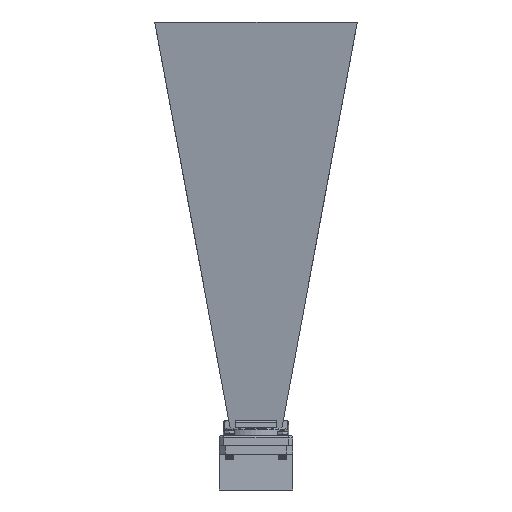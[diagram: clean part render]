
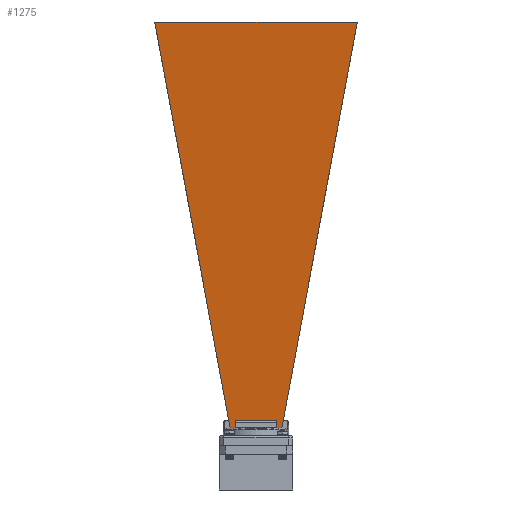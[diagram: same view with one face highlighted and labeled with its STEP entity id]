
A CAD part, front view. The second image highlights one B-rep face of the part: STEP entity #1275.
In plain terms, the highlighted face is planar.
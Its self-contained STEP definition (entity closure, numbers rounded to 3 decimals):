
#134 = LINE ( 'NONE', #15459, #22322 ) ;
#281 = EDGE_CURVE ( 'NONE', #19942, #21212, #13623, .T. ) ;
#292 = DIRECTION ( 'NONE',  ( 0., -0.989, -0.15 ) ) ;
#554 = VERTEX_POINT ( 'NONE', #19292 ) ;
#846 = EDGE_CURVE ( 'NONE', #19942, #7416, #10805, .T. ) ;
#1069 = DIRECTION ( 'NONE',  ( 0., 0.989, 0.15 ) ) ;
#1275 = ADVANCED_FACE ( 'NONE', ( #16747 ), #14646, .F. ) ;
#1858 = EDGE_CURVE ( 'NONE', #5411, #19158, #19520, .T. ) ;
#2456 = CARTESIAN_POINT ( 'NONE',  ( 26.229, 62.49, 15.719 ) ) ;
#2657 = CARTESIAN_POINT ( 'NONE',  ( -23.538, 11.049, 7.905 ) ) ;
#2734 = VECTOR ( 'NONE', #1069, 1000. ) ;
#3358 = VECTOR ( 'NONE', #292, 1000. ) ;
#3448 = CARTESIAN_POINT ( 'NONE',  ( 13.378, 15.875, 8.638 ) ) ;
#3633 = VECTOR ( 'NONE', #20150, 1000. ) ;
#4342 = VECTOR ( 'NONE', #10990, 1000. ) ;
#4443 = DIRECTION ( 'NONE',  ( 1., 0., 0. ) ) ;
#5411 = VERTEX_POINT ( 'NONE', #17567 ) ;
#5427 = CARTESIAN_POINT ( 'NONE',  ( -26.229, 62.49, 15.719 ) ) ;
#5723 = CARTESIAN_POINT ( 'NONE',  ( 11.271, 11.049, 7.905 ) ) ;
#6527 = LINE ( 'NONE', #2657, #15080 ) ;
#7035 = DIRECTION ( 'NONE',  ( 0., 0.15, -0.989 ) ) ;
#7416 = VERTEX_POINT ( 'NONE', #19531 ) ;
#8232 = VERTEX_POINT ( 'NONE', #16039 ) ;
#8738 = EDGE_CURVE ( 'NONE', #19158, #8232, #16923, .T. ) ;
#9818 = DIRECTION ( 'NONE',  ( -0.181, -0.972, -0.148 ) ) ;
#10051 = CARTESIAN_POINT ( 'NONE',  ( 13.378, 11.049, 7.905 ) ) ;
#10300 = ORIENTED_EDGE ( 'NONE', *, *, #846, .F. ) ;
#10662 = LINE ( 'NONE', #5427, #16263 ) ;
#10777 = VECTOR ( 'NONE', #4443, 1000. ) ;
#10805 = LINE ( 'NONE', #14191, #3633 ) ;
#10827 = CARTESIAN_POINT ( 'NONE',  ( -65.461, 273.566, 47.783 ) ) ;
#10868 = EDGE_CURVE ( 'NONE', #5411, #16950, #16956, .T. ) ;
#10990 = DIRECTION ( 'NONE',  ( -1., 0., 0. ) ) ;
#11407 = VECTOR ( 'NONE', #9818, 1000. ) ;
#11493 = CARTESIAN_POINT ( 'NONE',  ( -13.378, 11.049, 7.905 ) ) ;
#11659 = CARTESIAN_POINT ( 'NONE',  ( 16.668, 11.049, 7.905 ) ) ;
#11688 = EDGE_CURVE ( 'NONE', #21812, #15939, #6527, .T. ) ;
#12282 = CARTESIAN_POINT ( 'NONE',  ( -13.378, 9.424, 7.658 ) ) ;
#12346 = EDGE_CURVE ( 'NONE', #21212, #8232, #23270, .T. ) ;
#12352 = ORIENTED_EDGE ( 'NONE', *, *, #23190, .T. ) ;
#13228 = EDGE_CURVE ( 'NONE', #554, #21812, #134, .T. ) ;
#13623 = LINE ( 'NONE', #17348, #3358 ) ;
#13882 = DIRECTION ( 'NONE',  ( 1., 0., 0. ) ) ;
#13942 = CARTESIAN_POINT ( 'NONE',  ( 13.378, 11.049, 7.905 ) ) ;
#14191 = CARTESIAN_POINT ( 'NONE',  ( 35.207, 15.875, 8.638 ) ) ;
#14646 = PLANE ( 'NONE',  #20140 ) ;
#15080 = VECTOR ( 'NONE', #13882, 1000. ) ;
#15459 = CARTESIAN_POINT ( 'NONE',  ( -11.271, 11.049, 7.905 ) ) ;
#15939 = VERTEX_POINT ( 'NONE', #11493 ) ;
#16039 = CARTESIAN_POINT ( 'NONE',  ( 18.719, 11.049, 7.905 ) ) ;
#16263 = VECTOR ( 'NONE', #18262, 1000. ) ;
#16264 = LINE ( 'NONE', #12282, #2734 ) ;
#16283 = ORIENTED_EDGE ( 'NONE', *, *, #10868, .T. ) ;
#16495 = CARTESIAN_POINT ( 'NONE',  ( 309.381, 11.049, 7.905 ) ) ;
#16747 = FACE_OUTER_BOUND ( 'NONE', #20426, .T. ) ;
#16772 = ORIENTED_EDGE ( 'NONE', *, *, #11688, .T. ) ;
#16923 = LINE ( 'NONE', #5723, #22640 ) ;
#16937 = DIRECTION ( 'NONE',  ( -1., 0., 0. ) ) ;
#16950 = VERTEX_POINT ( 'NONE', #10827 ) ;
#16956 = LINE ( 'NONE', #22452, #4342 ) ;
#16990 = DIRECTION ( 'NONE',  ( 0., 0.989, 0.15 ) ) ;
#17348 = CARTESIAN_POINT ( 'NONE',  ( 13.378, 9.424, 7.658 ) ) ;
#17567 = CARTESIAN_POINT ( 'NONE',  ( 65.461, 273.566, 47.783 ) ) ;
#17707 = ORIENTED_EDGE ( 'NONE', *, *, #8738, .F. ) ;
#18262 = DIRECTION ( 'NONE',  ( 0.181, -0.972, -0.148 ) ) ;
#18586 = ORIENTED_EDGE ( 'NONE', *, *, #21961, .T. ) ;
#18919 = DIRECTION ( 'NONE',  ( 1., 0., 0. ) ) ;
#19158 = VERTEX_POINT ( 'NONE', #11659 ) ;
#19292 = CARTESIAN_POINT ( 'NONE',  ( -16.668, 11.049, 7.905 ) ) ;
#19520 = LINE ( 'NONE', #2456, #11407 ) ;
#19531 = CARTESIAN_POINT ( 'NONE',  ( -13.378, 15.875, 8.638 ) ) ;
#19942 = VERTEX_POINT ( 'NONE', #3448 ) ;
#20140 = AXIS2_PLACEMENT_3D ( 'NONE', #16495, #7035, #16990 ) ;
#20150 = DIRECTION ( 'NONE',  ( -1., 0., 0. ) ) ;
#20426 = EDGE_LOOP ( 'NONE', ( #22833, #17707, #23411, #16283, #12352, #20437, #16772, #18586, #10300, #21334 ) ) ;
#20437 = ORIENTED_EDGE ( 'NONE', *, *, #13228, .T. ) ;
#21024 = CARTESIAN_POINT ( 'NONE',  ( -18.719, 11.049, 7.905 ) ) ;
#21212 = VERTEX_POINT ( 'NONE', #13942 ) ;
#21334 = ORIENTED_EDGE ( 'NONE', *, *, #281, .T. ) ;
#21812 = VERTEX_POINT ( 'NONE', #21024 ) ;
#21961 = EDGE_CURVE ( 'NONE', #15939, #7416, #16264, .T. ) ;
#22322 = VECTOR ( 'NONE', #16937, 1000. ) ;
#22452 = CARTESIAN_POINT ( 'NONE',  ( 309.381, 273.566, 47.783 ) ) ;
#22640 = VECTOR ( 'NONE', #18919, 1000. ) ;
#22833 = ORIENTED_EDGE ( 'NONE', *, *, #12346, .T. ) ;
#23190 = EDGE_CURVE ( 'NONE', #16950, #554, #10662, .T. ) ;
#23270 = LINE ( 'NONE', #10051, #10777 ) ;
#23411 = ORIENTED_EDGE ( 'NONE', *, *, #1858, .F. ) ;
